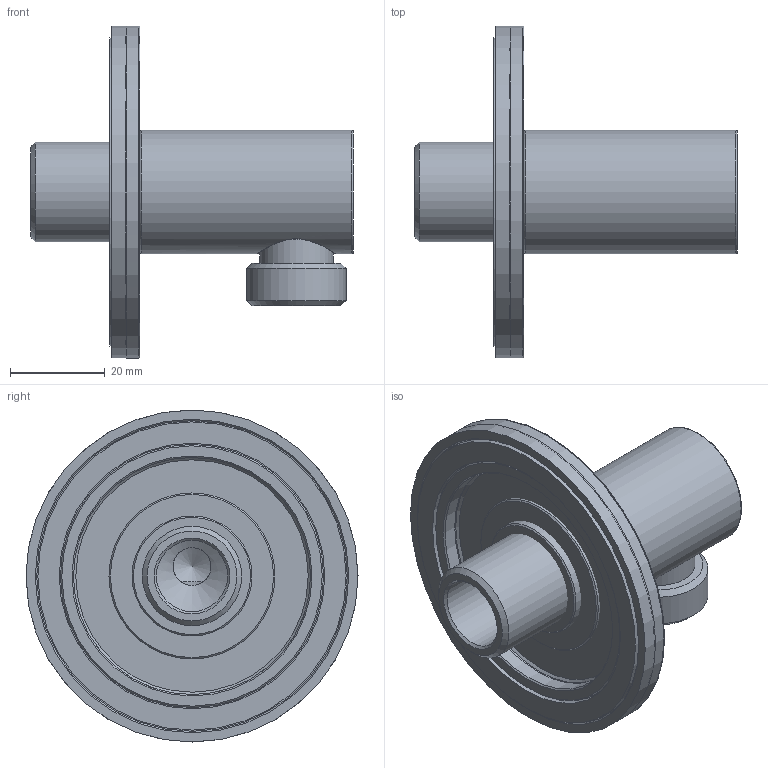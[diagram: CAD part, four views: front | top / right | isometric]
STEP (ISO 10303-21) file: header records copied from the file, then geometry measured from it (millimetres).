
FILE_DESCRIPTION(/* description */ ('Unknown'),/* implementation_level */ '2;1');
FILE_NAME(/* name */ 'M517-20',/* time_stamp */ '2020-03-18T12:14:06+01:00',/* author */ ('Unknown'),/* organization */ ('Unknown'),/* preprocessor_version */ 'ST-DEVELOPER v16.7',/* originating_system */ 'DEX',/* authorisation */ $);
FILE_SCHEMA (('AUTOMOTIVE_DESIGN {1 0 10303 214 3 1 1}'));
Length unit declared in the file: millimetre
Products named in the file (7): M517-00; M517-01; M517-03; M514-01; M514-09; BR005-23; CB450-10
Assembly tree (6 placements, depth 2):
  M517-00
    M517-01
    M517-03
    M514-01
    M514-09
    BR005-23
    CB450-10
Bounding box: 68 x 70 x 70 mm (x, y, z)
Volume: 45668.6 mm3; surface area: 32565.4 mm2
Topology: 6 solids, 6 shells, 117 faces, 255 edges, 162 vertices
Faces by surface type: plane 43, cylinder 32, cone 30, torus 10, bspline 2
Full cylindrical faces by diameter (mm): 8 x2, 10.5 x1, 11.2 x1, 12.917 x2, 14 x1, 14.5 x1, 15 x2, 15.5 x1, 16 x1, 18.631 x1, 20.955 x3, 22 x1, 22.1 x1, 25.3 x1, 26 x1, 35 x1, 50 x2, 55.5 x2, 56 x1, 65 x1, 65.5 x2, 70 x2
Entity records: 3716 total; most frequent: CARTESIAN_POINT 801, DIRECTION 480, ORIENTED_EDGE 310, AXIS2_PLACEMENT_3D 225, FACE_BOUND 211, EDGE_LOOP 209, EDGE_CURVE 155, VERTEX_POINT 136
